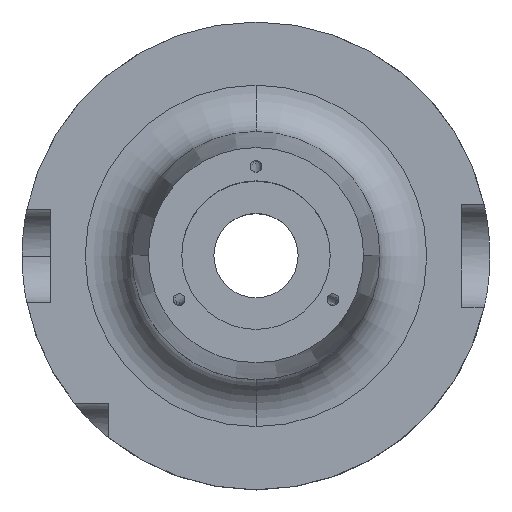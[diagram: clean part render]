
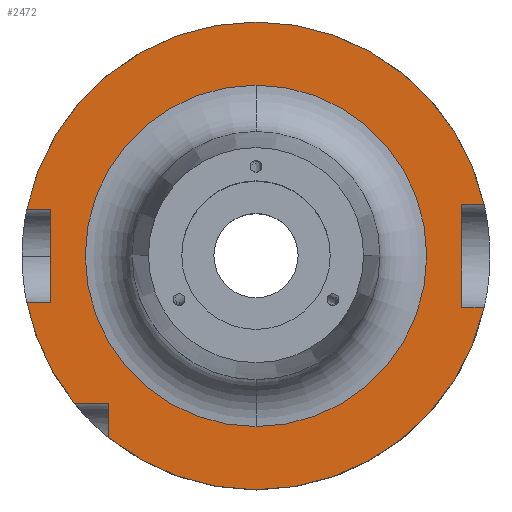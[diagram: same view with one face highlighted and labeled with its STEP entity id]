
A CAD part, top view. The second image highlights one B-rep face of the part: STEP entity #2472.
In plain terms, the highlighted planar face has unit normal (0, 0, 1).
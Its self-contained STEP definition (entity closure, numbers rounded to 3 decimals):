
#63 = AXIS2_PLACEMENT_3D ( 'NONE', #983, #1104, #2702 ) ;
#65 = VERTEX_POINT ( 'NONE', #1307 ) ;
#119 = DIRECTION ( 'NONE',  ( 0., -1., 0. ) ) ;
#124 = CARTESIAN_POINT ( 'NONE',  ( -48.99, -10., 29. ) ) ;
#152 = ORIENTED_EDGE ( 'NONE', *, *, #888, .F. ) ;
#189 = VERTEX_POINT ( 'NONE', #2094 ) ;
#239 = EDGE_CURVE ( 'NONE', #3322, #3452, #597, .T. ) ;
#242 = ORIENTED_EDGE ( 'NONE', *, *, #1817, .F. ) ;
#243 = CIRCLE ( 'NONE', #63, 50. ) ;
#372 = CARTESIAN_POINT ( 'NONE',  ( 44., -11., 29. ) ) ;
#394 = AXIS2_PLACEMENT_3D ( 'NONE', #2248, #575, #2545 ) ;
#451 = CARTESIAN_POINT ( 'NONE',  ( 54., 11., 29. ) ) ;
#551 = PLANE ( 'NONE',  #1825 ) ;
#552 = LINE ( 'NONE', #1061, #1956 ) ;
#575 = DIRECTION ( 'NONE',  ( 0., 0., -1. ) ) ;
#597 = LINE ( 'NONE', #3472, #3507 ) ;
#612 = DIRECTION ( 'NONE',  ( 0., 0., -1. ) ) ;
#649 = ORIENTED_EDGE ( 'NONE', *, *, #3077, .F. ) ;
#678 = FACE_OUTER_BOUND ( 'NONE', #2799, .T. ) ;
#694 = DIRECTION ( 'NONE',  ( 0., 1., 0. ) ) ;
#704 = VECTOR ( 'NONE', #3146, 1000. ) ;
#706 = LINE ( 'NONE', #451, #1276 ) ;
#725 = ORIENTED_EDGE ( 'NONE', *, *, #2108, .T. ) ;
#794 = DIRECTION ( 'NONE',  ( -1., 0., 0. ) ) ;
#831 = CARTESIAN_POINT ( 'NONE',  ( 0., -31.5, 29. ) ) ;
#835 = CARTESIAN_POINT ( 'NONE',  ( 0., 44., 29. ) ) ;
#847 = CARTESIAN_POINT ( 'NONE',  ( 54., -11., 29. ) ) ;
#849 = CARTESIAN_POINT ( 'NONE',  ( 48.775, 11., 29. ) ) ;
#859 = CIRCLE ( 'NONE', #2981, 50. ) ;
#888 = EDGE_CURVE ( 'NONE', #3123, #2622, #243, .T. ) ;
#901 = DIRECTION ( 'NONE',  ( 0., -1., 0. ) ) ;
#965 = DIRECTION ( 'NONE',  ( 1., 0., 0. ) ) ;
#983 = CARTESIAN_POINT ( 'NONE',  ( 0., 0., 29. ) ) ;
#993 = EDGE_CURVE ( 'NONE', #189, #1475, #3560, .T. ) ;
#999 = ORIENTED_EDGE ( 'NONE', *, *, #1360, .F. ) ;
#1002 = EDGE_CURVE ( 'NONE', #3241, #1873, #552, .T. ) ;
#1010 = DIRECTION ( 'NONE',  ( 1., 0., 0. ) ) ;
#1061 = CARTESIAN_POINT ( 'NONE',  ( -54., 10., 29. ) ) ;
#1078 = ORIENTED_EDGE ( 'NONE', *, *, #1002, .T. ) ;
#1104 = DIRECTION ( 'NONE',  ( 0., 0., -1. ) ) ;
#1111 = DIRECTION ( 'NONE',  ( 0., -1., 0. ) ) ;
#1160 = CARTESIAN_POINT ( 'NONE',  ( 0., 50., 29. ) ) ;
#1180 = CARTESIAN_POINT ( 'NONE',  ( -44., -10., 29. ) ) ;
#1276 = VECTOR ( 'NONE', #3271, 1000. ) ;
#1307 = CARTESIAN_POINT ( 'NONE',  ( -44., -10., 29. ) ) ;
#1309 = VERTEX_POINT ( 'NONE', #849 ) ;
#1345 = CARTESIAN_POINT ( 'NONE',  ( -48.99, 10., 29. ) ) ;
#1360 = EDGE_CURVE ( 'NONE', #3487, #65, #3151, .T. ) ;
#1381 = ORIENTED_EDGE ( 'NONE', *, *, #1609, .F. ) ;
#1475 = VERTEX_POINT ( 'NONE', #1786 ) ;
#1527 = CIRCLE ( 'NONE', #2989, 36.5 ) ;
#1609 = EDGE_CURVE ( 'NONE', #1922, #1309, #2619, .T. ) ;
#1644 = ORIENTED_EDGE ( 'NONE', *, *, #3517, .F. ) ;
#1683 = CIRCLE ( 'NONE', #3609, 50. ) ;
#1731 = DIRECTION ( 'NONE',  ( -1., 0., 0. ) ) ;
#1786 = CARTESIAN_POINT ( 'NONE',  ( -38.83, -31.5, 29. ) ) ;
#1804 = DIRECTION ( 'NONE',  ( 0., 0., -1. ) ) ;
#1817 = EDGE_CURVE ( 'NONE', #1475, #3487, #859, .T. ) ;
#1825 = AXIS2_PLACEMENT_3D ( 'NONE', #835, #2810, #1111 ) ;
#1828 = ORIENTED_EDGE ( 'NONE', *, *, #2680, .T. ) ;
#1862 = ORIENTED_EDGE ( 'NONE', *, *, #2371, .F. ) ;
#1873 = VERTEX_POINT ( 'NONE', #3306 ) ;
#1886 = VECTOR ( 'NONE', #694, 1000. ) ;
#1922 = VERTEX_POINT ( 'NONE', #1160 ) ;
#1956 = VECTOR ( 'NONE', #1010, 1000. ) ;
#1970 = CARTESIAN_POINT ( 'NONE',  ( 0., -36.5, 29. ) ) ;
#2075 = FACE_BOUND ( 'NONE', #2919, .T. ) ;
#2094 = CARTESIAN_POINT ( 'NONE',  ( -31.5, -31.5, 29. ) ) ;
#2108 = EDGE_CURVE ( 'NONE', #3123, #3452, #2207, .T. ) ;
#2124 = VECTOR ( 'NONE', #1731, 1000. ) ;
#2130 = ORIENTED_EDGE ( 'NONE', *, *, #239, .F. ) ;
#2207 = LINE ( 'NONE', #847, #2124 ) ;
#2248 = CARTESIAN_POINT ( 'NONE',  ( 0., 0., 29. ) ) ;
#2286 = CARTESIAN_POINT ( 'NONE',  ( 0., 0., 29. ) ) ;
#2287 = VERTEX_POINT ( 'NONE', #1970 ) ;
#2371 = EDGE_CURVE ( 'NONE', #3241, #1922, #1683, .T. ) ;
#2377 = CIRCLE ( 'NONE', #394, 36.5 ) ;
#2400 = ORIENTED_EDGE ( 'NONE', *, *, #993, .F. ) ;
#2472 = ADVANCED_FACE ( 'NONE', ( #2075, #678 ), #551, .T. ) ;
#2483 = VERTEX_POINT ( 'NONE', #3375 ) ;
#2493 = ORIENTED_EDGE ( 'NONE', *, *, #3655, .T. ) ;
#2545 = DIRECTION ( 'NONE',  ( 0., -1., 0. ) ) ;
#2576 = DIRECTION ( 'NONE',  ( 0., 1., 0. ) ) ;
#2583 = ORIENTED_EDGE ( 'NONE', *, *, #3025, .T. ) ;
#2619 = CIRCLE ( 'NONE', #3588, 50. ) ;
#2622 = VERTEX_POINT ( 'NONE', #3177 ) ;
#2654 = CARTESIAN_POINT ( 'NONE',  ( -31.5, 44., 29. ) ) ;
#2680 = EDGE_CURVE ( 'NONE', #2483, #2287, #1527, .T. ) ;
#2702 = DIRECTION ( 'NONE',  ( 0., 1., 0. ) ) ;
#2799 = EDGE_LOOP ( 'NONE', ( #1078, #2493, #999, #242, #2400, #1644, #152, #725, #2130, #649, #1381, #1862 ) ) ;
#2810 = DIRECTION ( 'NONE',  ( 0., 0., 1. ) ) ;
#2813 = DIRECTION ( 'NONE',  ( 0., 0., -1. ) ) ;
#2824 = LINE ( 'NONE', #2654, #1886 ) ;
#2832 = CARTESIAN_POINT ( 'NONE',  ( 0., 0., 29. ) ) ;
#2863 = LINE ( 'NONE', #1180, #704 ) ;
#2919 = EDGE_LOOP ( 'NONE', ( #2583, #1828 ) ) ;
#2957 = DIRECTION ( 'NONE',  ( 0., 0., -1. ) ) ;
#2967 = DIRECTION ( 'NONE',  ( 0., 1., 0. ) ) ;
#2981 = AXIS2_PLACEMENT_3D ( 'NONE', #2832, #2957, #2967 ) ;
#2989 = AXIS2_PLACEMENT_3D ( 'NONE', #3499, #1804, #119 ) ;
#3025 = EDGE_CURVE ( 'NONE', #2287, #2483, #2377, .T. ) ;
#3062 = VECTOR ( 'NONE', #965, 1000. ) ;
#3077 = EDGE_CURVE ( 'NONE', #1309, #3322, #706, .T. ) ;
#3081 = DIRECTION ( 'NONE',  ( 0., 1., 0. ) ) ;
#3091 = CARTESIAN_POINT ( 'NONE',  ( 0., 0., 29. ) ) ;
#3123 = VERTEX_POINT ( 'NONE', #3280 ) ;
#3146 = DIRECTION ( 'NONE',  ( 0., -1., 0. ) ) ;
#3151 = LINE ( 'NONE', #3219, #3062 ) ;
#3177 = CARTESIAN_POINT ( 'NONE',  ( -31.5, -38.83, 29. ) ) ;
#3219 = CARTESIAN_POINT ( 'NONE',  ( -54., -10., 29. ) ) ;
#3241 = VERTEX_POINT ( 'NONE', #1345 ) ;
#3271 = DIRECTION ( 'NONE',  ( -1., 0., 0. ) ) ;
#3280 = CARTESIAN_POINT ( 'NONE',  ( 48.775, -11., 29. ) ) ;
#3306 = CARTESIAN_POINT ( 'NONE',  ( -44., 10., 29. ) ) ;
#3322 = VERTEX_POINT ( 'NONE', #3416 ) ;
#3375 = CARTESIAN_POINT ( 'NONE',  ( 0., 36.5, 29. ) ) ;
#3416 = CARTESIAN_POINT ( 'NONE',  ( 44., 11., 29. ) ) ;
#3452 = VERTEX_POINT ( 'NONE', #372 ) ;
#3472 = CARTESIAN_POINT ( 'NONE',  ( 44., -11., 29. ) ) ;
#3475 = VECTOR ( 'NONE', #794, 1000. ) ;
#3487 = VERTEX_POINT ( 'NONE', #124 ) ;
#3499 = CARTESIAN_POINT ( 'NONE',  ( 0., 0., 29. ) ) ;
#3507 = VECTOR ( 'NONE', #901, 1000. ) ;
#3517 = EDGE_CURVE ( 'NONE', #2622, #189, #2824, .T. ) ;
#3560 = LINE ( 'NONE', #831, #3475 ) ;
#3588 = AXIS2_PLACEMENT_3D ( 'NONE', #3091, #2813, #3081 ) ;
#3609 = AXIS2_PLACEMENT_3D ( 'NONE', #2286, #612, #2576 ) ;
#3655 = EDGE_CURVE ( 'NONE', #1873, #65, #2863, .T. ) ;
